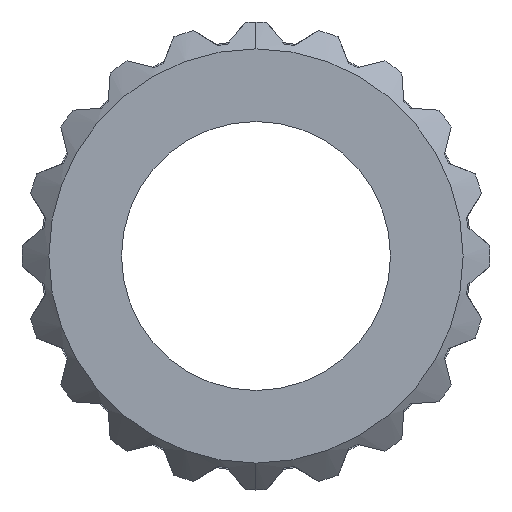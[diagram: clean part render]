
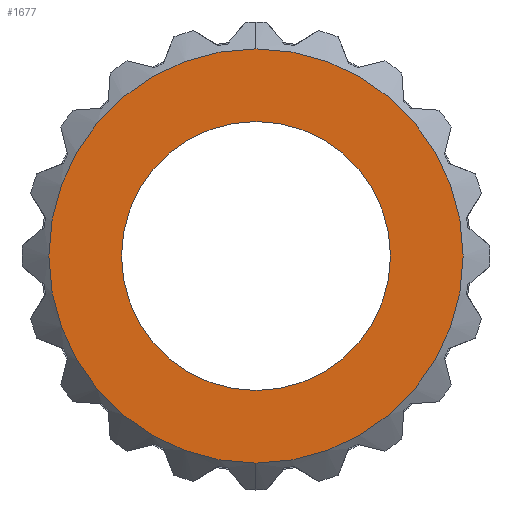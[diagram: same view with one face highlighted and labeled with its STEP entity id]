
A CAD part, left-side view. The second image highlights one B-rep face of the part: STEP entity #1677.
In plain terms, the highlighted planar face has unit normal (-1, 0, 0).
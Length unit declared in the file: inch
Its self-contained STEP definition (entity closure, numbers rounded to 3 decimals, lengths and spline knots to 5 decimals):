
#486 = CARTESIAN_POINT ( 'NONE',  ( 0.05433, 0., -0.25 ) ) ;
#489 = CARTESIAN_POINT ( 'NONE',  ( 0.05433, 0., 0.25 ) ) ;
#502 = CARTESIAN_POINT ( 'NONE',  ( 0.05433, 0., 0.385 ) ) ;
#503 = CARTESIAN_POINT ( 'NONE',  ( 0.05433, 0., -0.385 ) ) ;
#972 = CIRCLE ( 'NONE', #7888, 0.25 ) ;
#1283 = CIRCLE ( 'NONE', #3185, 0.385 ) ;
#1677 = ADVANCED_FACE ( 'NONE', ( #7182, #7179 ), #7410, .F. ) ;
#2540 = EDGE_LOOP ( 'NONE', ( #4207, #4208 ) ) ;
#2553 = EDGE_LOOP ( 'NONE', ( #4205, #4206 ) ) ;
#2654 = CARTESIAN_POINT ( 'NONE',  ( 0.05433, 0., 0. ) ) ;
#2655 = DIRECTION ( 'NONE',  ( -1., 0., 0. ) ) ;
#2656 = DIRECTION ( 'NONE',  ( 0., 0., 1. ) ) ;
#3185 = AXIS2_PLACEMENT_3D ( 'NONE', #3619, #3620, #3621 ) ;
#3619 = CARTESIAN_POINT ( 'NONE',  ( 0.05433, 0., 0. ) ) ;
#3620 = DIRECTION ( 'NONE',  ( -1., 0., 0. ) ) ;
#3621 = DIRECTION ( 'NONE',  ( 0., 0., 1. ) ) ;
#4205 = ORIENTED_EDGE ( 'NONE', *, *, #6335, .F. ) ;
#4206 = ORIENTED_EDGE ( 'NONE', *, *, #4795, .F. ) ;
#4207 = ORIENTED_EDGE ( 'NONE', *, *, #6577, .T. ) ;
#4208 = ORIENTED_EDGE ( 'NONE', *, *, #4810, .T. ) ;
#4795 = EDGE_CURVE ( 'NONE', #5438, #5441, #8285, .T. ) ;
#4810 = EDGE_CURVE ( 'NONE', #5454, #5455, #8303, .T. ) ;
#5438 = VERTEX_POINT ( 'NONE', #486 ) ;
#5441 = VERTEX_POINT ( 'NONE', #489 ) ;
#5454 = VERTEX_POINT ( 'NONE', #502 ) ;
#5455 = VERTEX_POINT ( 'NONE', #503 ) ;
#6335 = EDGE_CURVE ( 'NONE', #5441, #5438, #972, .T. ) ;
#6577 = EDGE_CURVE ( 'NONE', #5455, #5454, #1283, .T. ) ;
#7179 = FACE_OUTER_BOUND ( 'NONE', #2540, .T. ) ;
#7182 = FACE_BOUND ( 'NONE', #2553, .T. ) ;
#7407 = CARTESIAN_POINT ( 'NONE',  ( 0.05433, 0.25, 0. ) ) ;
#7410 = PLANE ( 'NONE',  #7533 ) ;
#7412 = DIRECTION ( 'NONE',  ( 1., 0., 0. ) ) ;
#7413 = DIRECTION ( 'NONE',  ( 0., 0., -1. ) ) ;
#7533 = AXIS2_PLACEMENT_3D ( 'NONE', #7407, #7412, #7413 ) ;
#7684 = AXIS2_PLACEMENT_3D ( 'NONE', #9229, #9230, #9231 ) ;
#7692 = AXIS2_PLACEMENT_3D ( 'NONE', #9276, #9277, #9278 ) ;
#7888 = AXIS2_PLACEMENT_3D ( 'NONE', #2654, #2655, #2656 ) ;
#8285 = CIRCLE ( 'NONE', #7684, 0.25 ) ;
#8303 = CIRCLE ( 'NONE', #7692, 0.385 ) ;
#9229 = CARTESIAN_POINT ( 'NONE',  ( 0.05433, 0., 0. ) ) ;
#9230 = DIRECTION ( 'NONE',  ( -1., 0., 0. ) ) ;
#9231 = DIRECTION ( 'NONE',  ( 0., 0., 1. ) ) ;
#9276 = CARTESIAN_POINT ( 'NONE',  ( 0.05433, 0., 0. ) ) ;
#9277 = DIRECTION ( 'NONE',  ( -1., 0., 0. ) ) ;
#9278 = DIRECTION ( 'NONE',  ( 0., 0., 1. ) ) ;
